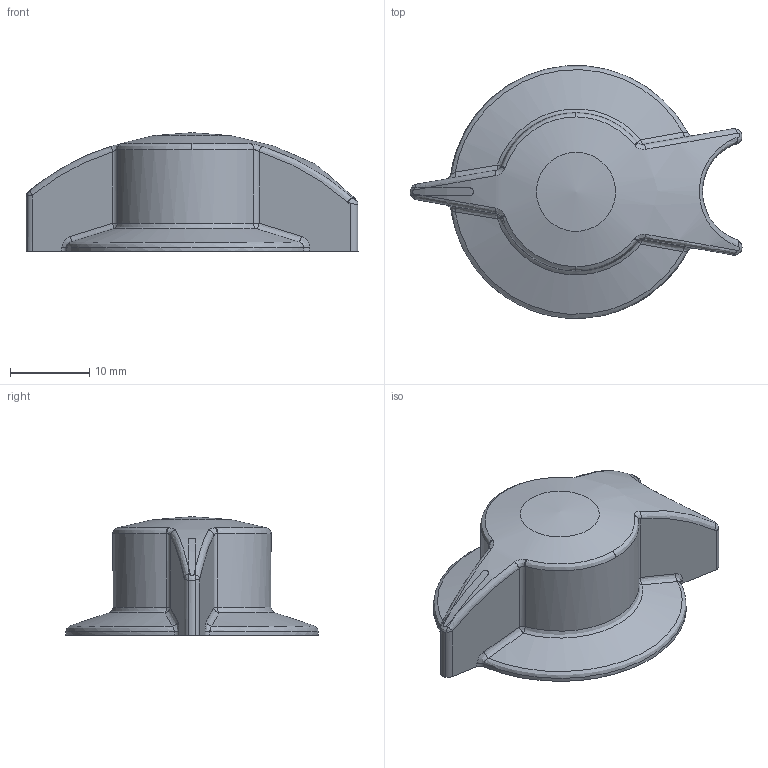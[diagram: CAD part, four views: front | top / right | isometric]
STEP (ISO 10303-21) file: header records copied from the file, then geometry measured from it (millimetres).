
FILE_DESCRIPTION(/* description */ ('Retro knob potmeter'),/* implementation_level */ '2;1');
FILE_NAME(/* name */ 'pot knob 2',/* time_stamp */ '2023-06-11T16:47:19+02:00',/* author */ ('Mart Berghs'),/* download_link */ ('https://grabcad.com/library/knob-143'),/* preprocessor_version */ 'ST-DEVELOPER v16.5',/* originating_system */ '',/* authorisation */ '');
FILE_SCHEMA (('AUTOMOTIVE_DESIGN'));
Length unit declared in the file: millimetre
Products named in the file (1): Document
Bounding box: 42 x 31.94 x 15 mm (x, y, z)
Volume: 38 mm3; surface area: 3488.2 mm2
Topology: 1 solids, 5 shells, 196 faces, 529 edges, 340 vertices
Faces by surface type: cylinder 106, bspline 74, plane 16
Full cylindrical faces by diameter (mm): 6.35 x1, 16.732 x1
Entity records: 15161 total; most frequent: CARTESIAN_POINT 12056, ORIENTED_EDGE 1025, EDGE_CURVE 529, VERTEX_POINT 340, EDGE_LOOP 202, ADVANCED_FACE 196, FACE_OUTER_BOUND 196, B_SPLINE_CURVE_WITH_KNOTS 165
